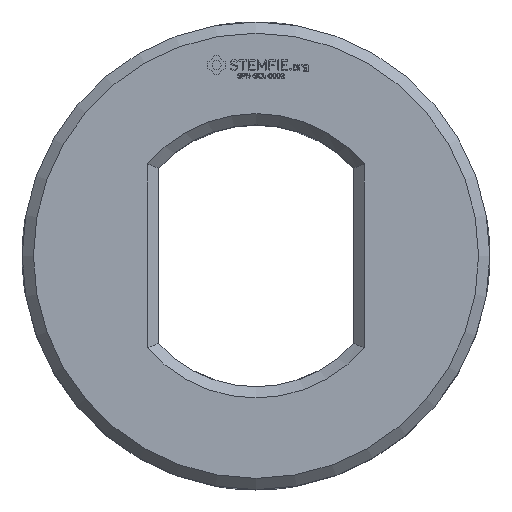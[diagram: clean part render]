
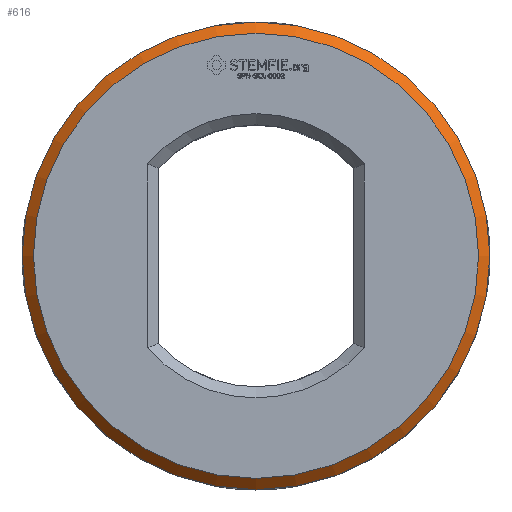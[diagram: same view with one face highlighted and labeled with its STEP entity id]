
A CAD part, top view. The second image highlights one B-rep face of the part: STEP entity #616.
In plain terms, the highlighted conical face has half-angle 45 degrees and reference radius 6.25 mm.
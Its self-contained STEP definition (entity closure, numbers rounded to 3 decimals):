
#124 = VERTEX_POINT('',#125);
#125 = CARTESIAN_POINT('',(6.25,0.,5.95));
#131 = EDGE_CURVE('',#124,#124,#132,.T.);
#132 = CIRCLE('',#133,6.25);
#133 = AXIS2_PLACEMENT_3D('',#134,#135,#136);
#134 = CARTESIAN_POINT('',(0.,0.,5.95)
  );
#135 = DIRECTION('',(-0.,0.,1.));
#136 = DIRECTION('',(1.,0.,0.));
#616 = ADVANCED_FACE('',(#617),#636,.T.);
#617 = FACE_BOUND('',#618,.T.);
#618 = EDGE_LOOP('',(#619,#627,#628,#629));
#619 = ORIENTED_EDGE('',*,*,#620,.F.);
#620 = EDGE_CURVE('',#124,#621,#623,.T.);
#621 = VERTEX_POINT('',#622);
#622 = CARTESIAN_POINT('',(5.95,0.,6.25));
#623 = LINE('',#624,#625);
#624 = CARTESIAN_POINT('',(6.25,0.,5.95));
#625 = VECTOR('',#626,1.);
#626 = DIRECTION('',(-0.707,0.,0.707)
  );
#627 = ORIENTED_EDGE('',*,*,#131,.T.);
#628 = ORIENTED_EDGE('',*,*,#620,.T.);
#629 = ORIENTED_EDGE('',*,*,#630,.F.);
#630 = EDGE_CURVE('',#621,#621,#631,.T.);
#631 = CIRCLE('',#632,5.95);
#632 = AXIS2_PLACEMENT_3D('',#633,#634,#635);
#633 = CARTESIAN_POINT('',(0.,0.,6.25)
  );
#634 = DIRECTION('',(-0.,0.,1.));
#635 = DIRECTION('',(1.,0.,0.));
#636 = CONICAL_SURFACE('',#637,6.25,0.785);
#637 = AXIS2_PLACEMENT_3D('',#638,#639,#640);
#638 = CARTESIAN_POINT('',(0.,0.,5.95)
  );
#639 = DIRECTION('',(-0.,-0.,-1.));
#640 = DIRECTION('',(1.,0.,0.));
